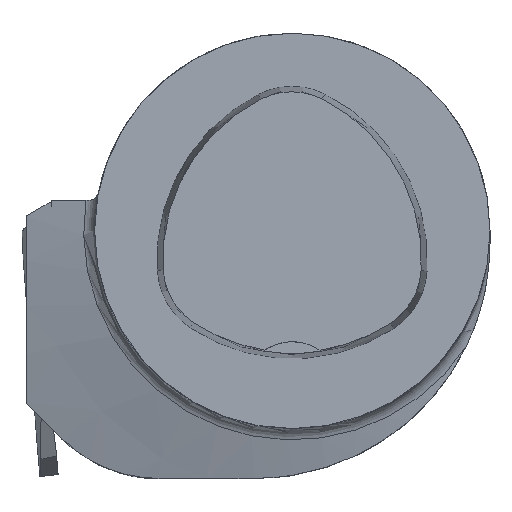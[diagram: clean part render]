
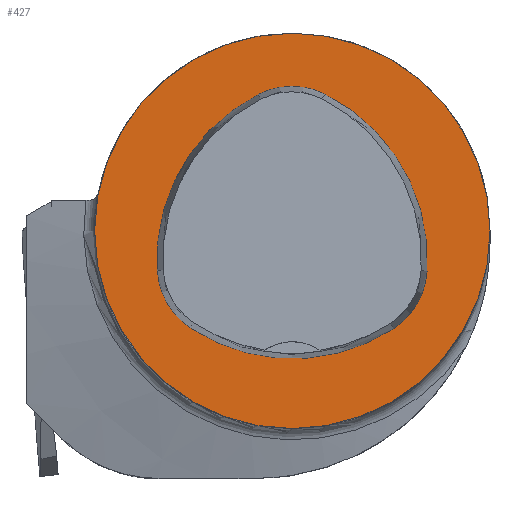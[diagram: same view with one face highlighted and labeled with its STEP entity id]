
A CAD part, top view. The second image highlights one B-rep face of the part: STEP entity #427.
In plain terms, the highlighted planar face has unit normal (0, 0, 1).
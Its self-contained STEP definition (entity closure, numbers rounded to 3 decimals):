
#223=CIRCLE('',#2683,16.);
#230=CIRCLE('',#2716,15.);
#232=CIRCLE('',#2719,6.);
#234=CIRCLE('',#2722,15.);
#236=CIRCLE('',#2725,6.);
#240=CIRCLE('',#2730,15.);
#242=CIRCLE('',#2733,6.);
#301=FACE_BOUND('',#790,.T.);
#302=FACE_BOUND('',#791,.T.);
#427=ADVANCED_FACE('',(#301,#302),#558,.T.);
#558=PLANE('',#2738);
#790=EDGE_LOOP('',(#1094,#1095,#1096,#1097,#1098,#1099));
#791=EDGE_LOOP('',(#1100));
#1094=ORIENTED_EDGE('',*,*,#1987,.T.);
#1095=ORIENTED_EDGE('',*,*,#1967,.T.);
#1096=ORIENTED_EDGE('',*,*,#1971,.T.);
#1097=ORIENTED_EDGE('',*,*,#1974,.T.);
#1098=ORIENTED_EDGE('',*,*,#1977,.T.);
#1099=ORIENTED_EDGE('',*,*,#1985,.T.);
#1100=ORIENTED_EDGE('',*,*,#1906,.F.);
#1669=VERTEX_POINT('',#3685);
#1711=VERTEX_POINT('',#3917);
#1712=VERTEX_POINT('',#3918);
#1715=VERTEX_POINT('',#3926);
#1717=VERTEX_POINT('',#3932);
#1719=VERTEX_POINT('',#3938);
#1726=VERTEX_POINT('',#3959);
#1906=EDGE_CURVE('',#1669,#1669,#223,.T.);
#1967=EDGE_CURVE('',#1711,#1712,#230,.T.);
#1971=EDGE_CURVE('',#1712,#1715,#232,.T.);
#1974=EDGE_CURVE('',#1715,#1717,#234,.T.);
#1977=EDGE_CURVE('',#1717,#1719,#236,.T.);
#1985=EDGE_CURVE('',#1719,#1726,#240,.T.);
#1987=EDGE_CURVE('',#1726,#1711,#242,.T.);
#2683=AXIS2_PLACEMENT_3D('',#3684,#2981,#2982);
#2716=AXIS2_PLACEMENT_3D('',#3916,#3074,#3075);
#2719=AXIS2_PLACEMENT_3D('',#3925,#3082,#3083);
#2722=AXIS2_PLACEMENT_3D('',#3931,#3089,#3090);
#2725=AXIS2_PLACEMENT_3D('',#3937,#3096,#3097);
#2730=AXIS2_PLACEMENT_3D('',#3960,#3108,#3109);
#2733=AXIS2_PLACEMENT_3D('',#3963,#3114,#3115);
#2738=AXIS2_PLACEMENT_3D('',#3968,#3124,#3125);
#2981=DIRECTION('',(0.,0.,-1.));
#2982=DIRECTION('',(-1.,0.,0.));
#3074=DIRECTION('',(0.,0.,-1.));
#3075=DIRECTION('',(-1.,0.,0.));
#3082=DIRECTION('',(0.,0.,-1.));
#3083=DIRECTION('',(-1.,0.,0.));
#3089=DIRECTION('',(0.,0.,-1.));
#3090=DIRECTION('',(-1.,0.,0.));
#3096=DIRECTION('',(0.,0.,-1.));
#3097=DIRECTION('',(-1.,0.,0.));
#3108=DIRECTION('',(0.,0.,-1.));
#3109=DIRECTION('',(-1.,0.,0.));
#3114=DIRECTION('',(0.,0.,-1.));
#3115=DIRECTION('',(-1.,0.,0.));
#3124=DIRECTION('',(0.,0.,1.));
#3125=DIRECTION('',(-1.,0.,0.));
#3684=CARTESIAN_POINT('',(0.,0.,0.));
#3685=CARTESIAN_POINT('',(-16.,0.,0.));
#3916=CARTESIAN_POINT('',(4.048,-2.316,0.));
#3917=CARTESIAN_POINT('',(-10.926,-3.206,0.));
#3918=CARTESIAN_POINT('',(-2.774,11.043,0.));
#3925=CARTESIAN_POINT('',(-0.045,5.7,0.));
#3926=CARTESIAN_POINT('',(2.638,11.066,0.));
#3931=CARTESIAN_POINT('',(-4.07,-2.35,0.));
#3932=CARTESIAN_POINT('',(10.903,-3.249,0.));
#3937=CARTESIAN_POINT('',(4.914,-2.889,0.));
#3938=CARTESIAN_POINT('',(8.177,-7.924,0.));
#3959=CARTESIAN_POINT('',(-8.24,-7.859,0.));
#3960=CARTESIAN_POINT('',(0.019,4.663,0.));
#3963=CARTESIAN_POINT('',(-4.936,-2.85,0.));
#3968=CARTESIAN_POINT('',(0.,0.,0.));
